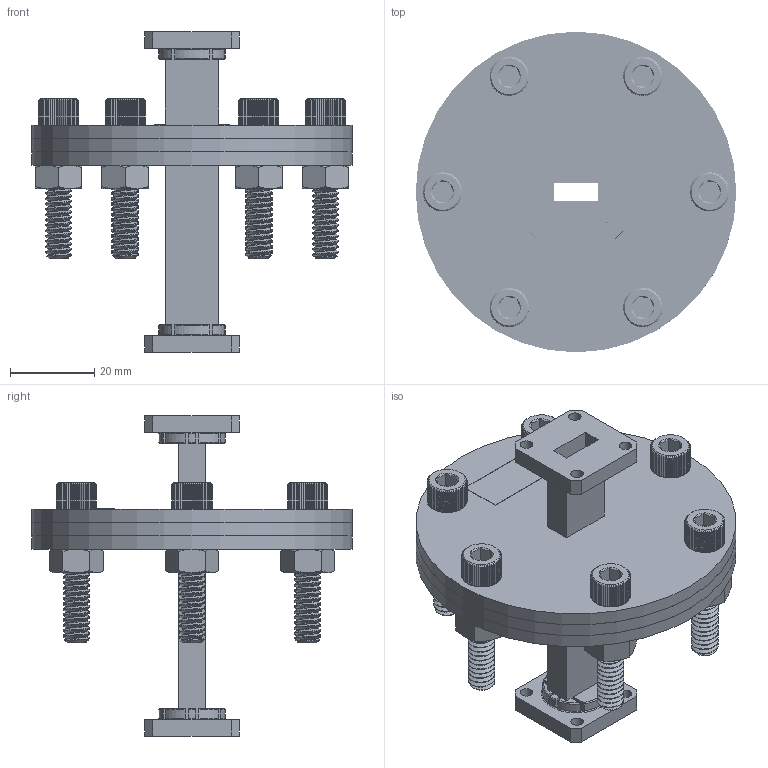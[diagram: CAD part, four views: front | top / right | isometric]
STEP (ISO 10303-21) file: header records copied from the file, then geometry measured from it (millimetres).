
FILE_DESCRIPTION (( 'STEP AP203' ), '1' );
FILE_NAME ('FMWAD5010_3D.step', '2020-11-03T16:35:00', ( '' ), ( '' ), 'SwSTEP 2.0', 'SolidWorks 2018', '' );
FILE_SCHEMA (( 'CONFIG_CONTROL_DESIGN' ));
Length unit declared in the file: inch
Products named in the file (1): FMWAD5010_3D
Bounding box: 76.25 x 76.25 x 76.2 mm (x, y, z)
Volume: 44047.4 mm3; surface area: 41290.6 mm2
Topology: 15 solids, 15 shells, 1538 faces, 3585 edges, 2094 vertices
Faces by surface type: plane 919, cone 492, cylinder 65, torus 32, bspline 30
Full cylindrical faces by diameter (mm): 3 x8, 6.35 x18, 50.8 x2, 76.2 x2, 76.251 x1
Entity records: 65357 total; most frequent: CARTESIAN_POINT 34053, ORIENTED_EDGE 7060, DIRECTION 5410, EDGE_CURVE 3530, AXIS2_PLACEMENT_3D 2163, VERTEX_POINT 2082, B_SPLINE_CURVE_WITH_KNOTS 1744, EDGE_LOOP 1668
